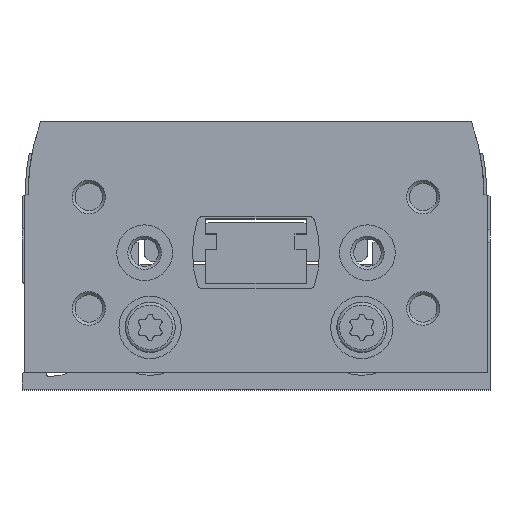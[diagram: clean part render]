
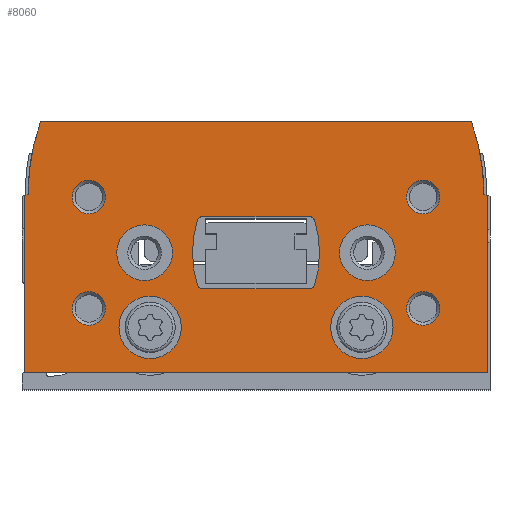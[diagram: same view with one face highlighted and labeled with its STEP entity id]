
A CAD part, top view. The second image highlights one B-rep face of the part: STEP entity #8060.
In plain terms, the highlighted planar face has unit normal (0, 0, 1).
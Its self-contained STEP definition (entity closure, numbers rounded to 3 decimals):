
#387=LINE('',#12478,#862);
#392=LINE('',#12488,#867);
#410=LINE('',#12534,#885);
#416=LINE('',#12546,#891);
#430=LINE('',#12615,#905);
#432=LINE('',#12618,#907);
#433=LINE('',#12644,#908);
#434=LINE('',#12664,#909);
#862=VECTOR('',#10199,1000.);
#867=VECTOR('',#10206,1000.);
#885=VECTOR('',#10242,1000.);
#891=VECTOR('',#10252,1000.);
#905=VECTOR('',#10304,1000.);
#907=VECTOR('',#10308,1000.);
#908=VECTOR('',#10335,1000.);
#909=VECTOR('',#10356,1000.);
#1156=PLANE('',#8727);
#2180=ORIENTED_EDGE('',*,*,#3668,.F.);
#2181=ORIENTED_EDGE('',*,*,#3669,.F.);
#2182=ORIENTED_EDGE('',*,*,#3670,.F.);
#2183=ORIENTED_EDGE('',*,*,#3671,.F.);
#2184=ORIENTED_EDGE('',*,*,#3672,.T.);
#2185=ORIENTED_EDGE('',*,*,#3673,.T.);
#2186=ORIENTED_EDGE('',*,*,#3674,.T.);
#2187=ORIENTED_EDGE('',*,*,#3675,.T.);
#2188=ORIENTED_EDGE('',*,*,#3635,.F.);
#2189=ORIENTED_EDGE('',*,*,#3652,.F.);
#2190=ORIENTED_EDGE('',*,*,#3647,.F.);
#2191=ORIENTED_EDGE('',*,*,#3644,.F.);
#2192=ORIENTED_EDGE('',*,*,#3676,.F.);
#2193=ORIENTED_EDGE('',*,*,#3677,.F.);
#2194=ORIENTED_EDGE('',*,*,#3678,.F.);
#2195=ORIENTED_EDGE('',*,*,#3638,.F.);
#2196=ORIENTED_EDGE('',*,*,#3622,.T.);
#2197=ORIENTED_EDGE('',*,*,#3616,.T.);
#2198=ORIENTED_EDGE('',*,*,#3654,.T.);
#2199=ORIENTED_EDGE('',*,*,#3587,.T.);
#2200=ORIENTED_EDGE('',*,*,#3592,.T.);
#2201=ORIENTED_EDGE('',*,*,#3596,.T.);
#2202=ORIENTED_EDGE('',*,*,#3667,.T.);
#2203=ORIENTED_EDGE('',*,*,#3628,.T.);
#3587=EDGE_CURVE('',#4415,#4414,#387,.T.);
#3592=EDGE_CURVE('',#4414,#4418,#392,.T.);
#3596=EDGE_CURVE('',#4418,#4420,#4916,.T.);
#3616=EDGE_CURVE('',#4435,#4437,#410,.T.);
#3622=EDGE_CURVE('',#4441,#4435,#416,.T.);
#3628=EDGE_CURVE('',#4446,#4441,#4922,.T.);
#3635=EDGE_CURVE('',#4450,#4451,#4925,.T.);
#3638=EDGE_CURVE('',#4451,#4452,#4926,.T.);
#3644=EDGE_CURVE('',#4456,#4457,#4929,.T.);
#3647=EDGE_CURVE('',#4457,#4459,#4930,.T.);
#3652=EDGE_CURVE('',#4459,#4450,#430,.T.);
#3654=EDGE_CURVE('',#4437,#4415,#432,.T.);
#3667=EDGE_CURVE('',#4420,#4446,#433,.T.);
#3668=EDGE_CURVE('',#4474,#4474,#4945,.T.);
#3669=EDGE_CURVE('',#4475,#4475,#4946,.T.);
#3670=EDGE_CURVE('',#4476,#4476,#4947,.T.);
#3671=EDGE_CURVE('',#4477,#4477,#4948,.T.);
#3672=EDGE_CURVE('',#4478,#4478,#4949,.T.);
#3673=EDGE_CURVE('',#4479,#4479,#4950,.T.);
#3674=EDGE_CURVE('',#4480,#4480,#4951,.T.);
#3675=EDGE_CURVE('',#4481,#4481,#4952,.T.);
#3676=EDGE_CURVE('',#4482,#4456,#4953,.T.);
#3677=EDGE_CURVE('',#4483,#4482,#434,.T.);
#3678=EDGE_CURVE('',#4452,#4483,#4954,.T.);
#4414=VERTEX_POINT('',#12477);
#4415=VERTEX_POINT('',#12479);
#4418=VERTEX_POINT('',#12487);
#4420=VERTEX_POINT('',#12494);
#4435=VERTEX_POINT('',#12528);
#4437=VERTEX_POINT('',#12533);
#4441=VERTEX_POINT('',#12544);
#4446=VERTEX_POINT('',#12559);
#4450=VERTEX_POINT('',#12573);
#4451=VERTEX_POINT('',#12575);
#4452=VERTEX_POINT('',#12583);
#4456=VERTEX_POINT('',#12596);
#4457=VERTEX_POINT('',#12598);
#4459=VERTEX_POINT('',#12607);
#4474=VERTEX_POINT('',#12647);
#4475=VERTEX_POINT('',#12649);
#4476=VERTEX_POINT('',#12651);
#4477=VERTEX_POINT('',#12653);
#4478=VERTEX_POINT('',#12655);
#4479=VERTEX_POINT('',#12657);
#4480=VERTEX_POINT('',#12659);
#4481=VERTEX_POINT('',#12661);
#4482=VERTEX_POINT('',#12663);
#4483=VERTEX_POINT('',#12665);
#4916=CIRCLE('',#8685,19.5);
#4922=CIRCLE('',#8697,19.5);
#4925=CIRCLE('',#8701,0.5);
#4926=CIRCLE('',#8703,10.);
#4929=CIRCLE('',#8707,10.);
#4930=CIRCLE('',#8709,0.5);
#4945=CIRCLE('',#8728,2.8);
#4946=CIRCLE('',#8729,2.8);
#4947=CIRCLE('',#8730,2.5);
#4948=CIRCLE('',#8731,2.5);
#4949=CIRCLE('',#8732,1.5);
#4950=CIRCLE('',#8733,1.5);
#4951=CIRCLE('',#8734,1.5);
#4952=CIRCLE('',#8735,1.5);
#4953=CIRCLE('',#8736,0.5);
#4954=CIRCLE('',#8737,0.5);
#5442=EDGE_LOOP('',(#2180));
#5443=EDGE_LOOP('',(#2181));
#5444=EDGE_LOOP('',(#2182));
#5445=EDGE_LOOP('',(#2183));
#5446=EDGE_LOOP('',(#2184));
#5447=EDGE_LOOP('',(#2185));
#5448=EDGE_LOOP('',(#2186));
#5449=EDGE_LOOP('',(#2187));
#5450=EDGE_LOOP('',(#2188,#2189,#2190,#2191,#2192,#2193,#2194,#2195));
#5451=EDGE_LOOP('',(#2196,#2197,#2198,#2199,#2200,#2201,#2202,#2203));
#6063=FACE_BOUND('',#5442,.T.);
#6064=FACE_BOUND('',#5443,.T.);
#6065=FACE_BOUND('',#5444,.T.);
#6066=FACE_BOUND('',#5445,.T.);
#6067=FACE_BOUND('',#5446,.T.);
#6068=FACE_BOUND('',#5447,.T.);
#6069=FACE_BOUND('',#5448,.T.);
#6070=FACE_BOUND('',#5449,.T.);
#6071=FACE_BOUND('',#5450,.T.);
#6072=FACE_BOUND('',#5451,.T.);
#8060=ADVANCED_FACE('',(#6063,#6064,#6065,#6066,#6067,#6068,#6069,#6070,
#6071,#6072),#1156,.T.);
#8685=AXIS2_PLACEMENT_3D('',#12495,#10213,#10214);
#8697=AXIS2_PLACEMENT_3D('',#12558,#10263,#10264);
#8701=AXIS2_PLACEMENT_3D('',#12574,#10274,#10275);
#8703=AXIS2_PLACEMENT_3D('',#12582,#10279,#10280);
#8707=AXIS2_PLACEMENT_3D('',#12597,#10289,#10290);
#8709=AXIS2_PLACEMENT_3D('',#12606,#10294,#10295);
#8727=AXIS2_PLACEMENT_3D('',#12645,#10336,#10337);
#8728=AXIS2_PLACEMENT_3D('',#12646,#10338,#10339);
#8729=AXIS2_PLACEMENT_3D('',#12648,#10340,#10341);
#8730=AXIS2_PLACEMENT_3D('',#12650,#10342,#10343);
#8731=AXIS2_PLACEMENT_3D('',#12652,#10344,#10345);
#8732=AXIS2_PLACEMENT_3D('',#12654,#10346,#10347);
#8733=AXIS2_PLACEMENT_3D('',#12656,#10348,#10349);
#8734=AXIS2_PLACEMENT_3D('',#12658,#10350,#10351);
#8735=AXIS2_PLACEMENT_3D('',#12660,#10352,#10353);
#8736=AXIS2_PLACEMENT_3D('',#12662,#10354,#10355);
#8737=AXIS2_PLACEMENT_3D('',#12666,#10357,#10358);
#10199=DIRECTION('',(0.,1.,0.));
#10206=DIRECTION('',(-0.866,0.5,0.));
#10213=DIRECTION('',(0.,0.,1.));
#10214=DIRECTION('',(1.,0.,0.));
#10242=DIRECTION('',(0.,-1.,0.));
#10252=DIRECTION('',(-0.866,-0.5,0.));
#10263=DIRECTION('',(0.,0.,1.));
#10264=DIRECTION('',(1.,0.,0.));
#10274=DIRECTION('',(0.,0.,1.));
#10275=DIRECTION('',(1.,0.,0.));
#10279=DIRECTION('',(0.,0.,1.));
#10280=DIRECTION('',(1.,0.,0.));
#10289=DIRECTION('',(0.,0.,1.));
#10290=DIRECTION('',(1.,0.,0.));
#10294=DIRECTION('',(0.,0.,1.));
#10295=DIRECTION('',(1.,0.,0.));
#10304=DIRECTION('',(-1.,0.,0.));
#10308=DIRECTION('',(1.,0.,0.));
#10335=DIRECTION('',(-1.,0.,0.));
#10336=DIRECTION('',(0.,0.,1.));
#10337=DIRECTION('',(1.,0.,0.));
#10338=DIRECTION('',(0.,0.,1.));
#10339=DIRECTION('',(1.,0.,0.));
#10340=DIRECTION('',(0.,0.,1.));
#10341=DIRECTION('',(1.,0.,0.));
#10342=DIRECTION('',(0.,0.,1.));
#10343=DIRECTION('',(1.,0.,0.));
#10344=DIRECTION('',(0.,0.,1.));
#10345=DIRECTION('',(1.,0.,0.));
#10346=DIRECTION('',(0.,0.,-1.));
#10347=DIRECTION('',(-1.,0.,0.));
#10348=DIRECTION('',(0.,0.,-1.));
#10349=DIRECTION('',(-1.,0.,0.));
#10350=DIRECTION('',(0.,0.,-1.));
#10351=DIRECTION('',(-1.,0.,0.));
#10352=DIRECTION('',(0.,0.,-1.));
#10353=DIRECTION('',(-1.,0.,0.));
#10354=DIRECTION('',(0.,0.,1.));
#10355=DIRECTION('',(1.,0.,0.));
#10356=DIRECTION('',(1.,0.,0.));
#10357=DIRECTION('',(0.,0.,1.));
#10358=DIRECTION('',(1.,0.,0.));
#12477=CARTESIAN_POINT('',(20.75,15.827,0.));
#12478=CARTESIAN_POINT('',(20.75,0.,0.));
#12479=CARTESIAN_POINT('',(20.75,0.,0.));
#12487=CARTESIAN_POINT('',(20.45,16.,0.));
#12488=CARTESIAN_POINT('',(20.75,15.827,0.));
#12494=CARTESIAN_POINT('',(19.335,22.5,0.));
#12495=CARTESIAN_POINT('',(0.95,16.,0.));
#12528=CARTESIAN_POINT('',(-20.75,15.827,0.));
#12533=CARTESIAN_POINT('',(-20.75,0.,0.));
#12534=CARTESIAN_POINT('',(-20.75,15.827,0.));
#12544=CARTESIAN_POINT('',(-20.45,16.,0.));
#12546=CARTESIAN_POINT('',(-20.45,16.,0.));
#12558=CARTESIAN_POINT('',(-0.95,16.,0.));
#12559=CARTESIAN_POINT('',(-19.335,22.5,0.));
#12573=CARTESIAN_POINT('',(-4.793,14.,0.));
#12574=CARTESIAN_POINT('',(-4.793,13.5,0.));
#12575=CARTESIAN_POINT('',(-5.272,13.645,0.));
#12582=CARTESIAN_POINT('',(4.3,10.75,0.));
#12583=CARTESIAN_POINT('',(-5.272,7.855,0.));
#12596=CARTESIAN_POINT('',(5.272,7.855,0.));
#12597=CARTESIAN_POINT('',(-4.3,10.75,0.));
#12598=CARTESIAN_POINT('',(5.272,13.645,0.));
#12606=CARTESIAN_POINT('',(4.793,13.5,0.));
#12607=CARTESIAN_POINT('',(4.793,14.,0.));
#12615=CARTESIAN_POINT('',(4.793,14.,0.));
#12618=CARTESIAN_POINT('',(-20.75,0.,0.));
#12644=CARTESIAN_POINT('',(19.335,22.5,0.));
#12645=CARTESIAN_POINT('',(0.95,16.,0.));
#12646=CARTESIAN_POINT('',(-9.5,4.05,0.));
#12647=CARTESIAN_POINT('',(-6.7,4.05,0.));
#12648=CARTESIAN_POINT('',(9.5,4.05,0.));
#12649=CARTESIAN_POINT('',(12.3,4.05,0.));
#12650=CARTESIAN_POINT('',(-10.,10.75,0.));
#12651=CARTESIAN_POINT('',(-7.5,10.75,0.));
#12652=CARTESIAN_POINT('',(10.,10.75,0.));
#12653=CARTESIAN_POINT('',(12.5,10.75,0.));
#12654=CARTESIAN_POINT('',(15.,5.75,0.));
#12655=CARTESIAN_POINT('',(13.5,5.75,0.));
#12656=CARTESIAN_POINT('',(-15.,5.75,0.));
#12657=CARTESIAN_POINT('',(-16.5,5.75,0.));
#12658=CARTESIAN_POINT('',(-15.,15.75,0.));
#12659=CARTESIAN_POINT('',(-16.5,15.75,0.));
#12660=CARTESIAN_POINT('',(15.,15.75,0.));
#12661=CARTESIAN_POINT('',(13.5,15.75,0.));
#12662=CARTESIAN_POINT('',(4.793,8.,0.));
#12663=CARTESIAN_POINT('',(4.793,7.5,0.));
#12664=CARTESIAN_POINT('',(-4.793,7.5,0.));
#12665=CARTESIAN_POINT('',(-4.793,7.5,0.));
#12666=CARTESIAN_POINT('',(-4.793,8.,0.));
